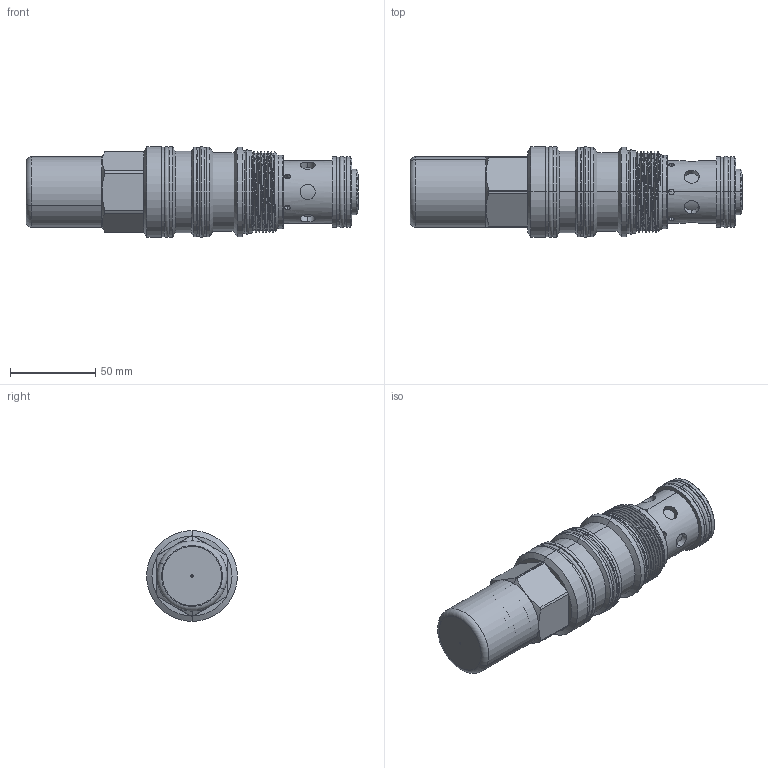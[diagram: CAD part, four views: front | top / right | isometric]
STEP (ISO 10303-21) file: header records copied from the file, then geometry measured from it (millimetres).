
FILE_DESCRIPTION (( 'STEP AP203' ), '1' );
FILE_NAME ('CW24A4B(4E)(4J)-C.STEP', '2020-03-18T08:08:15', ( '' ), ( '' ), 'SwSTEP 2.0', 'SolidWorks 2018', '' );
FILE_SCHEMA (( 'CONFIG_CONTROL_DESIGN' ));
Length unit declared in the file: millimetre
Products named in the file (1): CW24A4B(4E)(4J)-C
Bounding box: 194.21 x 53.14 x 53.14 mm (x, y, z)
Volume: 257282.1 mm3; surface area: 58347.5 mm2
Topology: 4 solids, 4 shells, 373 faces, 853 edges, 528 vertices
Faces by surface type: cylinder 197, plane 77, cone 50, torus 38, bspline 9, sphere 2
Entity records: 16769 total; most frequent: CARTESIAN_POINT 8478, DIRECTION 1740, ORIENTED_EDGE 1702, EDGE_CURVE 851, AXIS2_PLACEMENT_3D 732, VERTEX_POINT 528, EDGE_LOOP 423, ADVANCED_FACE 373
